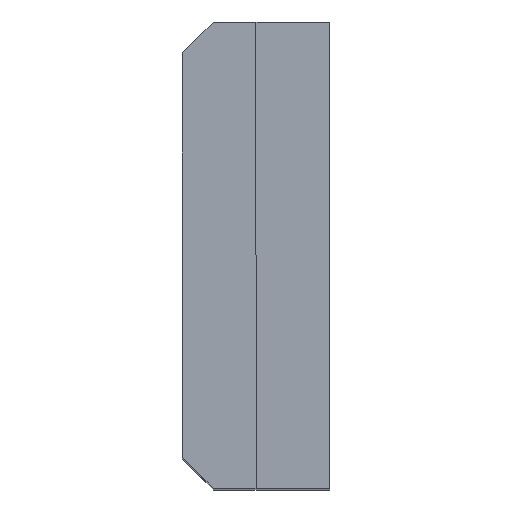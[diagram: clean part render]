
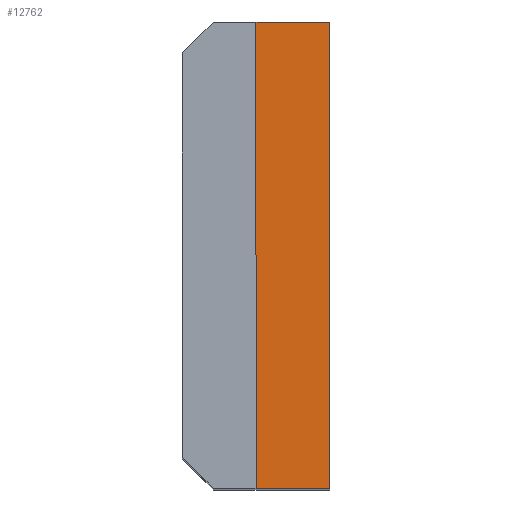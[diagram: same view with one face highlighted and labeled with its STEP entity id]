
A CAD part, top view. The second image highlights one B-rep face of the part: STEP entity #12762.
In plain terms, the highlighted planar face has unit normal (0, 0, 1).
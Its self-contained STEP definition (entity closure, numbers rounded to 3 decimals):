
#1481=FACE_OUTER_BOUND('',#2209,.T.);
#2209=EDGE_LOOP('',(#11554,#11555,#11556,#11557));
#3449=LINE('',#22445,#4780);
#3526=LINE('',#22632,#4857);
#3527=LINE('',#22634,#4858);
#3528=LINE('',#22635,#4859);
#4780=VECTOR('',#15668,10.);
#4857=VECTOR('',#15823,10.);
#4858=VECTOR('',#15824,10.);
#4859=VECTOR('',#15825,10.);
#6023=VERTEX_POINT('',#22442);
#6024=VERTEX_POINT('',#22444);
#6089=VERTEX_POINT('',#22631);
#6090=VERTEX_POINT('',#22633);
#7829=EDGE_CURVE('',#6024,#6023,#3449,.T.);
#7920=EDGE_CURVE('',#6089,#6023,#3526,.T.);
#7921=EDGE_CURVE('',#6089,#6090,#3527,.T.);
#7922=EDGE_CURVE('',#6090,#6024,#3528,.T.);
#11554=ORIENTED_EDGE('',*,*,#7829,.T.);
#11555=ORIENTED_EDGE('',*,*,#7920,.F.);
#11556=ORIENTED_EDGE('',*,*,#7921,.T.);
#11557=ORIENTED_EDGE('',*,*,#7922,.T.);
#12097=PLANE('',#13377);
#12762=ADVANCED_FACE('',(#1481),#12097,.T.);
#13377=AXIS2_PLACEMENT_3D('',#22630,#15821,#15822);
#15668=DIRECTION('',(0.,-1.,0.));
#15821=DIRECTION('center_axis',(0.,0.,1.));
#15822=DIRECTION('ref_axis',(0.,1.,0.));
#15823=DIRECTION('',(-1.,0.,0.));
#15824=DIRECTION('',(0.,1.,0.));
#15825=DIRECTION('',(-1.,0.,0.));
#22442=CARTESIAN_POINT('',(0.,-16.,27.15));
#22444=CARTESIAN_POINT('',(0.,29.2,27.15));
#22445=CARTESIAN_POINT('',(0.,-8.,27.15));
#22630=CARTESIAN_POINT('Origin',(0.,-16.,27.15));
#22631=CARTESIAN_POINT('',(7.15,-16.,27.15));
#22632=CARTESIAN_POINT('',(0.,-16.,27.15));
#22633=CARTESIAN_POINT('',(7.15,29.2,27.15));
#22634=CARTESIAN_POINT('',(7.15,-16.,27.15));
#22635=CARTESIAN_POINT('',(0.,29.2,27.15));
